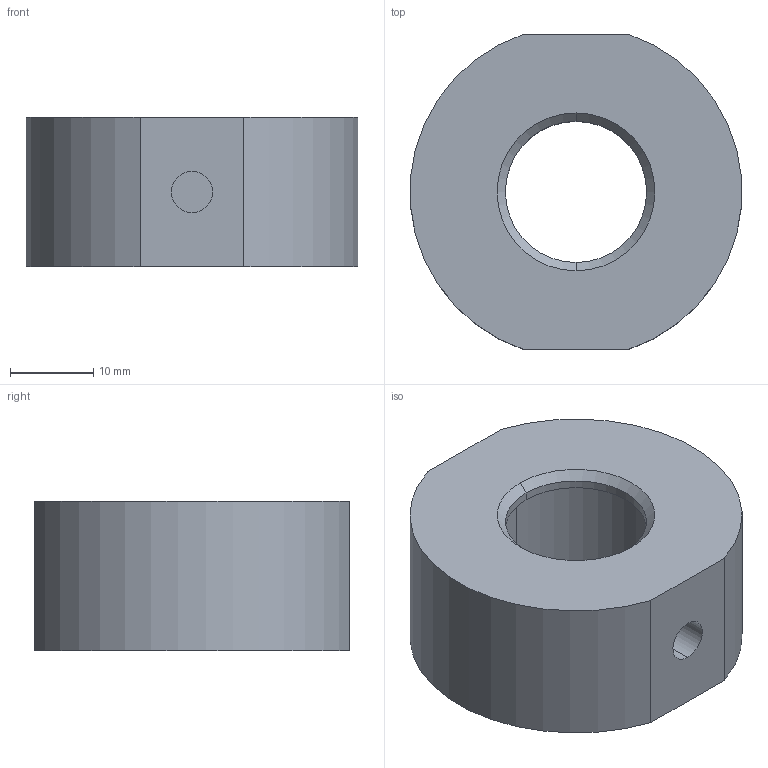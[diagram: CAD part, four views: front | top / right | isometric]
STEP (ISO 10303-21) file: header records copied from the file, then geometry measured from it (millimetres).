
FILE_DESCRIPTION (( 'STEP AP203' ), '1' );
FILE_NAME ('optic component mount base_64559.step', '2019-07-24T14:24:57', ( '' ), ( '' ), 'SwSTEP 2.0', 'SolidWorks 2018', '' );
FILE_SCHEMA (( 'CONFIG_CONTROL_DESIGN' ));
Length unit declared in the file: millimetre
Products named in the file (1): optic component mount base_64559
Bounding box: 39.86 x 38 x 18 mm (x, y, z)
Volume: 16821.8 mm3; surface area: 6279.8 mm2
Topology: 2 solids, 2 shells, 27 faces, 56 edges, 36 vertices
Faces by surface type: cylinder 14, plane 9, cone 4
Entity records: 813 total; most frequent: DIRECTION 144, CARTESIAN_POINT 120, ORIENTED_EDGE 112, AXIS2_PLACEMENT_3D 60, EDGE_CURVE 56, VERTEX_POINT 36, EDGE_LOOP 34, CIRCLE 32
